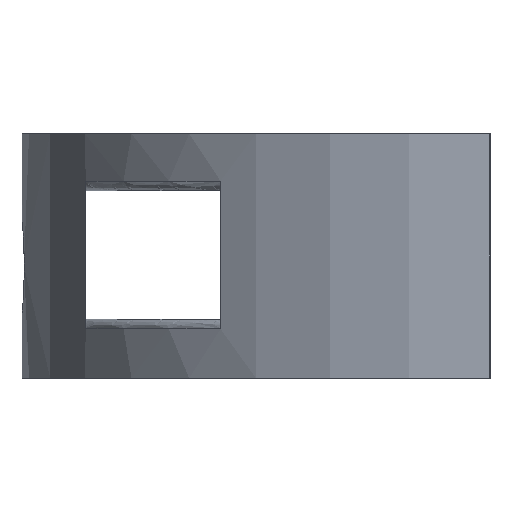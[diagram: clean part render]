
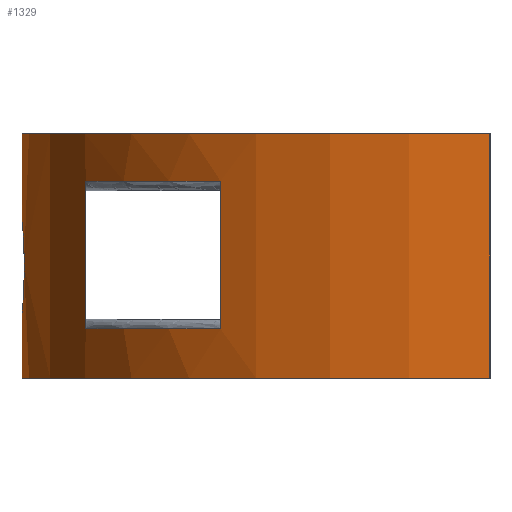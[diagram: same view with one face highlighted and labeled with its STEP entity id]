
A CAD part, left-side view. The second image highlights one B-rep face of the part: STEP entity #1329.
In plain terms, the highlighted cylindrical face has radius 47.45 mm (diameter 94.9 mm), a partial arc.
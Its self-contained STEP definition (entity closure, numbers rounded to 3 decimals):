
#18=FACE_BOUND('',#241,.T.);
#19=FACE_BOUND('',#242,.T.);
#20=FACE_BOUND('',#243,.T.);
#67=CIRCLE('',#1446,47.45);
#69=CIRCLE('',#1448,47.45);
#70=CIRCLE('',#1450,47.45);
#71=CIRCLE('',#1451,47.45);
#72=CIRCLE('',#1453,47.45);
#73=CIRCLE('',#1454,47.45);
#171=FACE_OUTER_BOUND('',#240,.T.);
#240=EDGE_LOOP('',(#1157,#1158,#1159,#1160));
#241=EDGE_LOOP('',(#1161,#1162));
#242=EDGE_LOOP('',(#1163,#1164,#1165,#1166));
#243=EDGE_LOOP('',(#1167,#1168,#1169,#1170));
#334=LINE('',#2621,#437);
#340=LINE('',#2662,#443);
#344=LINE('',#2685,#447);
#347=LINE('',#2702,#450);
#349=LINE('',#2733,#452);
#351=LINE('',#2755,#454);
#437=VECTOR('',#1683,10.);
#443=VECTOR('',#1699,10.);
#447=VECTOR('',#1711,10.);
#450=VECTOR('',#1716,10.);
#452=VECTOR('',#1724,10.);
#454=VECTOR('',#1734,10.);
#506=B_SPLINE_CURVE_WITH_KNOTS('',3,(#2779,#2780,#2781,#2782,#2783,#2784,
#2785,#2786,#2787,#2788,#2789,#2790,#2791,#2792,#2793,#2794,#2795,#2796,
#2797),.UNSPECIFIED.,.F.,.F.,(4,3,3,3,3,3,4),(0.754,1.032,
1.276,1.498,1.716,2.03,2.262),
 .UNSPECIFIED.);
#507=B_SPLINE_CURVE_WITH_KNOTS('',3,(#2798,#2799,#2800,#2801,#2802,#2803,
#2804,#2805,#2806,#2807,#2808,#2809,#2810,#2811,#2812,#2813,#2814,#2815,
#2816),.UNSPECIFIED.,.F.,.F.,(4,3,3,3,3,3,4),(2.262,2.54,
2.783,3.005,3.223,3.537,3.769),
 .UNSPECIFIED.);
#616=VERTEX_POINT('',#2606);
#617=VERTEX_POINT('',#2620);
#623=VERTEX_POINT('',#2650);
#624=VERTEX_POINT('',#2661);
#628=VERTEX_POINT('',#2682);
#629=VERTEX_POINT('',#2684);
#631=VERTEX_POINT('',#2690);
#632=VERTEX_POINT('',#2701);
#634=VERTEX_POINT('',#2718);
#635=VERTEX_POINT('',#2732);
#637=VERTEX_POINT('',#2752);
#638=VERTEX_POINT('',#2754);
#639=VERTEX_POINT('',#2775);
#640=VERTEX_POINT('',#2778);
#787=EDGE_CURVE('',#617,#616,#334,.T.);
#797=EDGE_CURVE('',#624,#623,#340,.T.);
#804=EDGE_CURVE('',#628,#629,#344,.T.);
#808=EDGE_CURVE('',#632,#631,#347,.T.);
#813=EDGE_CURVE('',#635,#634,#349,.T.);
#818=EDGE_CURVE('',#637,#638,#351,.T.);
#821=EDGE_CURVE('',#640,#639,#506,.T.);
#822=EDGE_CURVE('',#639,#640,#507,.T.);
#825=EDGE_CURVE('',#632,#616,#67,.T.);
#827=EDGE_CURVE('',#617,#631,#69,.T.);
#828=EDGE_CURVE('',#635,#623,#70,.T.);
#829=EDGE_CURVE('',#624,#634,#71,.T.);
#830=EDGE_CURVE('',#638,#628,#72,.T.);
#831=EDGE_CURVE('',#629,#637,#73,.T.);
#1157=ORIENTED_EDGE('',*,*,#804,.F.);
#1158=ORIENTED_EDGE('',*,*,#830,.F.);
#1159=ORIENTED_EDGE('',*,*,#818,.F.);
#1160=ORIENTED_EDGE('',*,*,#831,.F.);
#1161=ORIENTED_EDGE('',*,*,#821,.T.);
#1162=ORIENTED_EDGE('',*,*,#822,.T.);
#1163=ORIENTED_EDGE('',*,*,#808,.T.);
#1164=ORIENTED_EDGE('',*,*,#827,.F.);
#1165=ORIENTED_EDGE('',*,*,#787,.T.);
#1166=ORIENTED_EDGE('',*,*,#825,.F.);
#1167=ORIENTED_EDGE('',*,*,#813,.T.);
#1168=ORIENTED_EDGE('',*,*,#829,.F.);
#1169=ORIENTED_EDGE('',*,*,#797,.T.);
#1170=ORIENTED_EDGE('',*,*,#828,.F.);
#1273=CYLINDRICAL_SURFACE('',#1452,47.45);
#1329=ADVANCED_FACE('',(#171,#18,#19,#20),#1273,.T.);
#1446=AXIS2_PLACEMENT_3D('',#3062,#1740,#1741);
#1448=AXIS2_PLACEMENT_3D('',#3145,#1744,#1745);
#1450=AXIS2_PLACEMENT_3D('',#3228,#1748,#1749);
#1451=AXIS2_PLACEMENT_3D('',#3310,#1750,#1751);
#1452=AXIS2_PLACEMENT_3D('',#3311,#1752,#1753);
#1453=AXIS2_PLACEMENT_3D('',#3312,#1754,#1755);
#1454=AXIS2_PLACEMENT_3D('',#3313,#1756,#1757);
#1683=DIRECTION('',(0.,0.,1.));
#1699=DIRECTION('',(0.,0.,1.));
#1711=DIRECTION('',(0.,0.,1.));
#1716=DIRECTION('',(0.,0.,-1.));
#1724=DIRECTION('',(0.,0.,-1.));
#1734=DIRECTION('',(0.,0.,-1.));
#1740=DIRECTION('center_axis',(0.,0.,-1.));
#1741=DIRECTION('ref_axis',(-0.676,0.737,0.));
#1744=DIRECTION('center_axis',(0.,0.,1.));
#1745=DIRECTION('ref_axis',(-0.676,0.737,0.));
#1748=DIRECTION('center_axis',(0.,0.,-1.));
#1749=DIRECTION('ref_axis',(0.676,0.737,0.));
#1750=DIRECTION('center_axis',(0.,0.,1.));
#1751=DIRECTION('ref_axis',(0.676,0.737,0.));
#1752=DIRECTION('center_axis',(0.,0.,1.));
#1753=DIRECTION('ref_axis',(1.,0.,0.));
#1754=DIRECTION('center_axis',(0.,0.,-1.));
#1755=DIRECTION('ref_axis',(1.,0.,0.));
#1756=DIRECTION('center_axis',(0.,0.,1.));
#1757=DIRECTION('ref_axis',(1.,0.,0.));
#2606=CARTESIAN_POINT('',(-19.897,40.984,20.));
#2620=CARTESIAN_POINT('',(-19.897,40.984,5.));
#2621=CARTESIAN_POINT('',(-19.897,40.984,12.4));
#2650=CARTESIAN_POINT('',(42.81,27.322,20.));
#2661=CARTESIAN_POINT('',(42.81,27.322,5.));
#2662=CARTESIAN_POINT('',(42.81,27.322,12.4));
#2682=CARTESIAN_POINT('',(51.466,0.,0.));
#2684=CARTESIAN_POINT('',(51.466,0.,24.8));
#2685=CARTESIAN_POINT('',(51.466,0.,12.4));
#2690=CARTESIAN_POINT('',(-34.778,27.322,5.));
#2701=CARTESIAN_POINT('',(-34.778,27.322,20.));
#2702=CARTESIAN_POINT('',(-34.778,27.322,12.4));
#2718=CARTESIAN_POINT('',(27.929,40.984,5.));
#2732=CARTESIAN_POINT('',(27.929,40.984,20.));
#2733=CARTESIAN_POINT('',(27.929,40.984,12.4));
#2752=CARTESIAN_POINT('',(-43.434,0.,24.8));
#2754=CARTESIAN_POINT('',(-43.434,0.,0.));
#2755=CARTESIAN_POINT('',(-43.434,0.,12.4));
#2775=CARTESIAN_POINT('',(4.016,47.45,6.3));
#2778=CARTESIAN_POINT('',(4.016,47.45,16.3));
#2779=CARTESIAN_POINT('Ctrl Pts',(4.016,47.45,16.3));
#2780=CARTESIAN_POINT('Ctrl Pts',(3.173,47.45,16.3));
#2781=CARTESIAN_POINT('Ctrl Pts',(2.253,47.423,16.011));
#2782=CARTESIAN_POINT('Ctrl Pts',(1.513,47.384,15.477));
#2783=CARTESIAN_POINT('Ctrl Pts',(0.864,47.35,15.008));
#2784=CARTESIAN_POINT('Ctrl Pts',(0.354,47.31,14.393));
#2785=CARTESIAN_POINT('Ctrl Pts',(-0.012,47.279,
13.632));
#2786=CARTESIAN_POINT('Ctrl Pts',(-0.344,47.25,12.939));
#2787=CARTESIAN_POINT('Ctrl Pts',(-0.523,47.232,12.147));
#2788=CARTESIAN_POINT('Ctrl Pts',(-0.536,47.231,11.402));
#2789=CARTESIAN_POINT('Ctrl Pts',(-0.55,47.23,10.67));
#2790=CARTESIAN_POINT('Ctrl Pts',(-0.41,47.244,9.897));
#2791=CARTESIAN_POINT('Ctrl Pts',(-0.115,47.27,9.197));
#2792=CARTESIAN_POINT('Ctrl Pts',(0.31,47.307,8.19));
#2793=CARTESIAN_POINT('Ctrl Pts',(1.001,47.363,7.393));
#2794=CARTESIAN_POINT('Ctrl Pts',(1.893,47.402,6.877));
#2795=CARTESIAN_POINT('Ctrl Pts',(2.553,47.432,6.495));
#2796=CARTESIAN_POINT('Ctrl Pts',(3.312,47.45,6.3));
#2797=CARTESIAN_POINT('Ctrl Pts',(4.016,47.45,6.3));
#2798=CARTESIAN_POINT('Ctrl Pts',(4.016,47.45,6.3));
#2799=CARTESIAN_POINT('Ctrl Pts',(4.86,47.45,6.3));
#2800=CARTESIAN_POINT('Ctrl Pts',(5.78,47.423,6.589));
#2801=CARTESIAN_POINT('Ctrl Pts',(6.519,47.384,7.123));
#2802=CARTESIAN_POINT('Ctrl Pts',(7.168,47.35,7.592));
#2803=CARTESIAN_POINT('Ctrl Pts',(7.679,47.31,8.207));
#2804=CARTESIAN_POINT('Ctrl Pts',(8.045,47.279,8.969));
#2805=CARTESIAN_POINT('Ctrl Pts',(8.377,47.25,9.661));
#2806=CARTESIAN_POINT('Ctrl Pts',(8.555,47.232,10.454));
#2807=CARTESIAN_POINT('Ctrl Pts',(8.569,47.231,11.198));
#2808=CARTESIAN_POINT('Ctrl Pts',(8.583,47.23,11.93));
#2809=CARTESIAN_POINT('Ctrl Pts',(8.443,47.244,12.704));
#2810=CARTESIAN_POINT('Ctrl Pts',(8.148,47.27,13.403));
#2811=CARTESIAN_POINT('Ctrl Pts',(7.722,47.307,14.41));
#2812=CARTESIAN_POINT('Ctrl Pts',(7.032,47.363,15.207));
#2813=CARTESIAN_POINT('Ctrl Pts',(6.139,47.402,15.724));
#2814=CARTESIAN_POINT('Ctrl Pts',(5.48,47.432,16.105));
#2815=CARTESIAN_POINT('Ctrl Pts',(4.72,47.45,16.3));
#2816=CARTESIAN_POINT('Ctrl Pts',(4.016,47.45,16.3));
#3062=CARTESIAN_POINT('Origin',(4.016,0.,20.));
#3145=CARTESIAN_POINT('Origin',(4.016,0.,5.));
#3228=CARTESIAN_POINT('Origin',(4.016,0.,20.));
#3310=CARTESIAN_POINT('Origin',(4.016,0.,5.));
#3311=CARTESIAN_POINT('Origin',(4.016,0.,12.4));
#3312=CARTESIAN_POINT('Origin',(4.016,0.,0.));
#3313=CARTESIAN_POINT('Origin',(4.016,0.,24.8));
